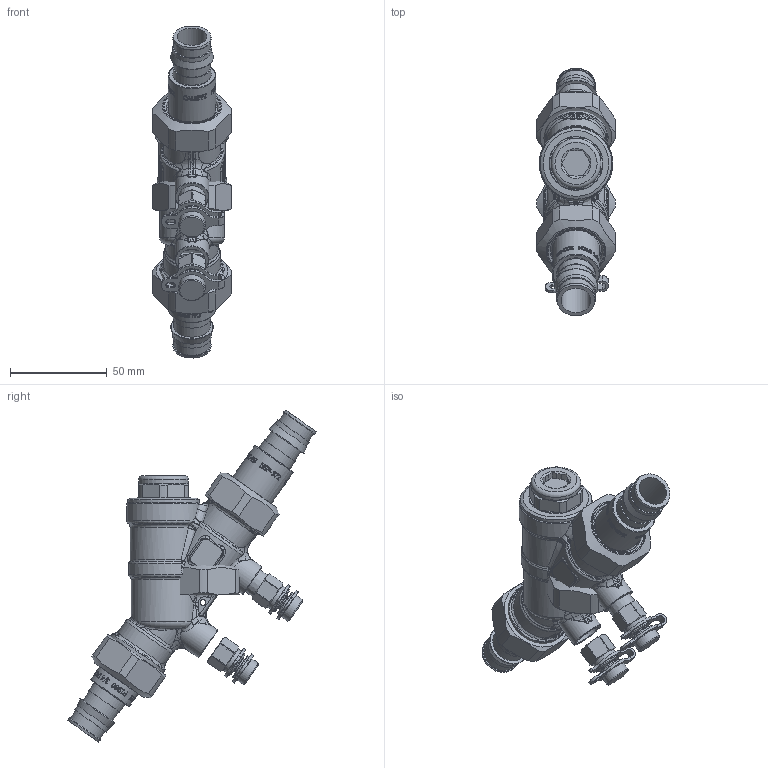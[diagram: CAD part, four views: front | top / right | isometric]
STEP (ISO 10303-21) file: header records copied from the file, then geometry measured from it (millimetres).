
FILE_DESCRIPTION(/* description */ (''),/* implementation_level */ '2;1');
FILE_NAME(/* name */ '128452AFC_Simplify_1.stp',/* time_stamp */ '2025-07-21T16:18:06-05:00',/* author */ ('ischreiner'),/* organization */ (''),/* preprocessor_version */ 'ST-DEVELOPER v20',/* originating_system */ 'Autodesk Inventor 2025',/* authorisation */ '');
FILE_SCHEMA (('AUTOMOTIVE_DESIGN { 1 0 10303 214 3 1 1 }'));
Length unit declared in the file: inch
Products named in the file (1): 128452AFC_Simplify_1
Bounding box: 40.63 x 128.25 x 171.63 mm (x, y, z)
Volume: 175773.7 mm3; surface area: 50665.1 mm2
Topology: 8 solids, 8 shells, 2125 faces, 5447 edges, 3434 vertices
Faces by surface type: bspline 1133, plane 596, cylinder 261, cone 79, torus 52, sphere 4
Full cylindrical faces by diameter (mm): 3 x1, 8 x2, 11.5 x2, 12 x4, 12.2 x2, 13.5 x6, 13.9 x2, 15.367 x2, 17.5 x2, 18.745 x4, 19.609 x2, 19.99 x1, 20.091 x4, 20.701 x1, 21.996 x1, 24.384 x2, 25.8 x1, 26.924 x3, 27.686 x2, 29.5 x1, 29.515 x1, 29.972 x1, 30 x2, 30.302 x3, 33.1 x2, 37 x1
Entity records: 182491 total; most frequent: CARTESIAN_POINT 135520, ORIENTED_EDGE 10858, DIRECTION 6682, EDGE_CURVE 5429, VERTEX_POINT 3434, AXIS2_PLACEMENT_3D 2478, EDGE_LOOP 2263, B_SPLINE_CURVE_WITH_KNOTS 2146
